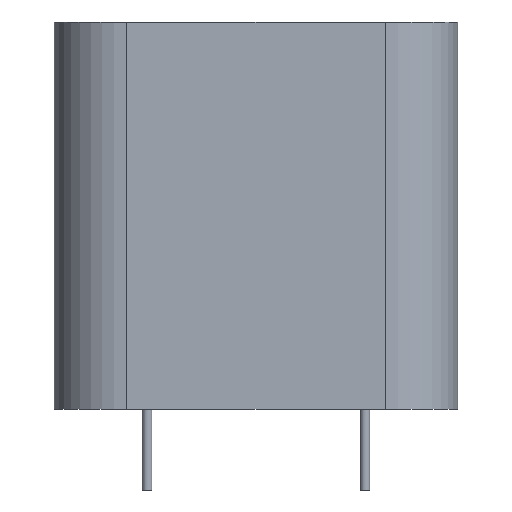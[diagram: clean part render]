
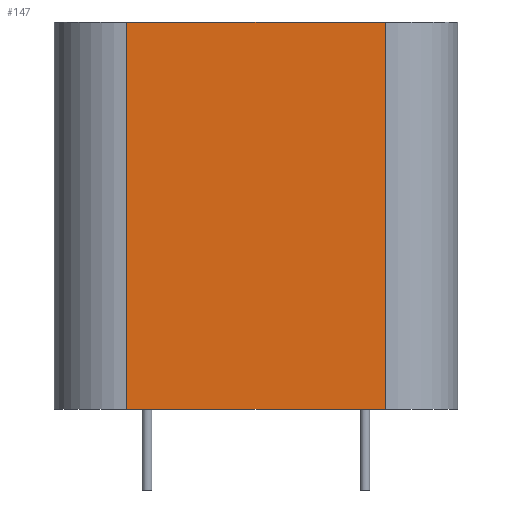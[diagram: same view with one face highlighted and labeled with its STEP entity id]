
A CAD part, front view. The second image highlights one B-rep face of the part: STEP entity #147.
In plain terms, the highlighted planar face has unit normal (0, -1, 0).
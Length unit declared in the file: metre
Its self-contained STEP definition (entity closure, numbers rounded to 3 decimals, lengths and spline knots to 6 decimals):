
#32=ORIENTED_EDGE('',*,*,#63,.T.);
#33=ORIENTED_EDGE('',*,*,#64,.F.);
#34=ORIENTED_EDGE('',*,*,#65,.F.);
#35=ORIENTED_EDGE('',*,*,#61,.T.);
#61=EDGE_CURVE('',#77,#76,#88,.T.);
#63=EDGE_CURVE('',#76,#78,#89,.T.);
#64=EDGE_CURVE('',#79,#78,#90,.T.);
#65=EDGE_CURVE('',#77,#79,#91,.T.);
#76=VERTEX_POINT('',#305);
#77=VERTEX_POINT('',#307);
#78=VERTEX_POINT('',#311);
#79=VERTEX_POINT('',#313);
#88=LINE('',#306,#96);
#89=LINE('',#310,#97);
#90=LINE('',#312,#98);
#91=LINE('',#314,#99);
#96=VECTOR('',#259,1.);
#97=VECTOR('',#264,1.);
#98=VECTOR('',#265,1.);
#99=VECTOR('',#266,1.);
#102=EDGE_LOOP('',(#32,#33,#34,#35));
#116=FACE_BOUND('',#102,.T.);
#129=PLANE('',#233);
#147=ADVANCED_FACE('',(#116),#129,.F.);
#233=AXIS2_PLACEMENT_3D('',#309,#262,#263);
#259=DIRECTION('',(0.,0.,-1.));
#262=DIRECTION('',(0.,1.,0.));
#263=DIRECTION('',(0.,0.,1.));
#264=DIRECTION('',(1.,0.,0.));
#265=DIRECTION('',(0.,0.,-1.));
#266=DIRECTION('',(1.,0.,0.));
#305=CARTESIAN_POINT('',(-0.008,-0.0045,0.));
#306=CARTESIAN_POINT('',(-0.008,-0.0045,0.024));
#307=CARTESIAN_POINT('',(-0.008,-0.0045,0.024));
#309=CARTESIAN_POINT('',(0.,-0.0045,0.024));
#310=CARTESIAN_POINT('',(0.,-0.0045,0.));
#311=CARTESIAN_POINT('',(0.008,-0.0045,0.));
#312=CARTESIAN_POINT('',(0.008,-0.0045,0.024));
#313=CARTESIAN_POINT('',(0.008,-0.0045,0.024));
#314=CARTESIAN_POINT('',(0.,-0.0045,0.024));
